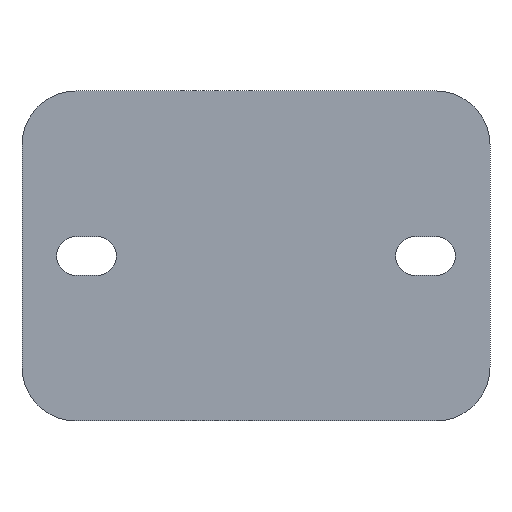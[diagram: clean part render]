
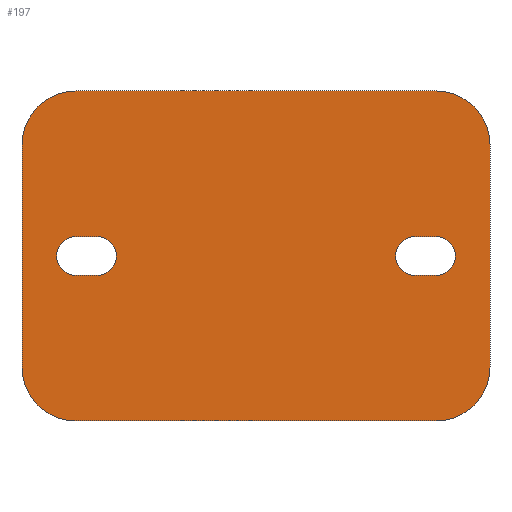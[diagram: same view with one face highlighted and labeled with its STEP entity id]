
A CAD part, front view. The second image highlights one B-rep face of the part: STEP entity #197.
In plain terms, the highlighted planar face has unit normal (0, -1, 0).
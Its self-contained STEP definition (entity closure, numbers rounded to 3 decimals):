
#197 = ADVANCED_FACE( '', ( #465, #466, #467 ), #468, .F. );
#465 = FACE_BOUND( '', #806, .T. );
#466 = FACE_BOUND( '', #807, .T. );
#467 = FACE_OUTER_BOUND( '', #808, .T. );
#468 = PLANE( '', #809 );
#806 = EDGE_LOOP( '', ( #1340, #1341, #1342, #1343 ) );
#807 = EDGE_LOOP( '', ( #1344, #1345, #1346, #1347 ) );
#808 = EDGE_LOOP( '', ( #1348, #1349, #1350, #1351, #1352, #1353, #1354, #1355 ) );
#809 = AXIS2_PLACEMENT_3D( '', #1356, #1357, #1358 );
#1340 = ORIENTED_EDGE( '', *, *, #2126, .T. );
#1341 = ORIENTED_EDGE( '', *, *, #2127, .T. );
#1342 = ORIENTED_EDGE( '', *, *, #2128, .T. );
#1343 = ORIENTED_EDGE( '', *, *, #2129, .T. );
#1344 = ORIENTED_EDGE( '', *, *, #2116, .T. );
#1345 = ORIENTED_EDGE( '', *, *, #2130, .T. );
#1346 = ORIENTED_EDGE( '', *, *, #2131, .T. );
#1347 = ORIENTED_EDGE( '', *, *, #2132, .T. );
#1348 = ORIENTED_EDGE( '', *, *, #2065, .F. );
#1349 = ORIENTED_EDGE( '', *, *, #2054, .F. );
#1350 = ORIENTED_EDGE( '', *, *, #2133, .F. );
#1351 = ORIENTED_EDGE( '', *, *, #2134, .F. );
#1352 = ORIENTED_EDGE( '', *, *, #2122, .F. );
#1353 = ORIENTED_EDGE( '', *, *, #2135, .F. );
#1354 = ORIENTED_EDGE( '', *, *, #2136, .F. );
#1355 = ORIENTED_EDGE( '', *, *, #2015, .F. );
#1356 = CARTESIAN_POINT( '', ( -30., 0., -18.5 ) );
#1357 = DIRECTION( '', ( 0., 1., 0. ) );
#1358 = DIRECTION( '', ( 0., 0., 1. ) );
#2015 = EDGE_CURVE( '', #2424, #2425, #2426, .T. );
#2054 = EDGE_CURVE( '', #2489, #2490, #2491, .T. );
#2065 = EDGE_CURVE( '', #2490, #2424, #2507, .T. );
#2116 = EDGE_CURVE( '', #2589, #2590, #2591, .T. );
#2122 = EDGE_CURVE( '', #2597, #2598, #2599, .T. );
#2126 = EDGE_CURVE( '', #2603, #2604, #2605, .T. );
#2127 = EDGE_CURVE( '', #2604, #2606, #2607, .T. );
#2128 = EDGE_CURVE( '', #2606, #2608, #2609, .T. );
#2129 = EDGE_CURVE( '', #2608, #2603, #2610, .T. );
#2130 = EDGE_CURVE( '', #2590, #2611, #2612, .T. );
#2131 = EDGE_CURVE( '', #2611, #2613, #2614, .T. );
#2132 = EDGE_CURVE( '', #2613, #2589, #2615, .T. );
#2133 = EDGE_CURVE( '', #2616, #2489, #2617, .T. );
#2134 = EDGE_CURVE( '', #2598, #2616, #2618, .T. );
#2135 = EDGE_CURVE( '', #2619, #2597, #2620, .T. );
#2136 = EDGE_CURVE( '', #2425, #2619, #2621, .T. );
#2424 = VERTEX_POINT( '', #3014 );
#2425 = VERTEX_POINT( '', #3015 );
#2426 = LINE( '', #3016, #3017 );
#2489 = VERTEX_POINT( '', #3102 );
#2490 = VERTEX_POINT( '', #3103 );
#2491 = LINE( '', #3104, #3105 );
#2507 = CIRCLE( '', #3215, 9. );
#2589 = VERTEX_POINT( '', #3344 );
#2590 = VERTEX_POINT( '', #3345 );
#2591 = LINE( '', #3346, #3347 );
#2597 = VERTEX_POINT( '', #3356 );
#2598 = VERTEX_POINT( '', #3357 );
#2599 = CIRCLE( '', #3358, 9. );
#2603 = VERTEX_POINT( '', #3364 );
#2604 = VERTEX_POINT( '', #3365 );
#2605 = LINE( '', #3366, #3367 );
#2606 = VERTEX_POINT( '', #3368 );
#2607 = CIRCLE( '', #3369, 3.25 );
#2608 = VERTEX_POINT( '', #3370 );
#2609 = LINE( '', #3371, #3372 );
#2610 = CIRCLE( '', #3373, 3.25 );
#2611 = VERTEX_POINT( '', #3374 );
#2612 = CIRCLE( '', #3375, 3.25 );
#2613 = VERTEX_POINT( '', #3376 );
#2614 = LINE( '', #3377, #3378 );
#2615 = CIRCLE( '', #3379, 3.25 );
#2616 = VERTEX_POINT( '', #3380 );
#2617 = CIRCLE( '', #3381, 9. );
#2618 = LINE( '', #3382, #3383 );
#2619 = VERTEX_POINT( '', #3384 );
#2620 = LINE( '', #3385, #3386 );
#2621 = CIRCLE( '', #3387, 9. );
#3014 = CARTESIAN_POINT( '', ( -39., 0., -18.5 ) );
#3015 = CARTESIAN_POINT( '', ( -39., 0., 18.5 ) );
#3016 = CARTESIAN_POINT( '', ( -39., 0., -18.5 ) );
#3017 = VECTOR( '', #3781, 1000. );
#3102 = CARTESIAN_POINT( '', ( 30., 0., -27.5 ) );
#3103 = CARTESIAN_POINT( '', ( -30., 0., -27.5 ) );
#3104 = CARTESIAN_POINT( '', ( 30., 0., -27.5 ) );
#3105 = VECTOR( '', #3825, 1000. );
#3215 = AXIS2_PLACEMENT_3D( '', #3832, #3833, #3834 );
#3344 = CARTESIAN_POINT( '', ( 30., 0., -3.25 ) );
#3345 = CARTESIAN_POINT( '', ( 26.5, 0., -3.25 ) );
#3346 = CARTESIAN_POINT( '', ( 30., 0., -3.25 ) );
#3347 = VECTOR( '', #3890, 1000. );
#3356 = CARTESIAN_POINT( '', ( 30., 0., 27.5 ) );
#3357 = CARTESIAN_POINT( '', ( 39., 0., 18.5 ) );
#3358 = AXIS2_PLACEMENT_3D( '', #3894, #3895, #3896 );
#3364 = CARTESIAN_POINT( '', ( -26.5, 0., -3.25 ) );
#3365 = CARTESIAN_POINT( '', ( -30., 0., -3.25 ) );
#3366 = CARTESIAN_POINT( '', ( -26.5, 0., -3.25 ) );
#3367 = VECTOR( '', #3899, 1000. );
#3368 = CARTESIAN_POINT( '', ( -30., 0., 3.25 ) );
#3369 = AXIS2_PLACEMENT_3D( '', #3900, #3901, #3902 );
#3370 = CARTESIAN_POINT( '', ( -26.5, 0., 3.25 ) );
#3371 = CARTESIAN_POINT( '', ( -30., 0., 3.25 ) );
#3372 = VECTOR( '', #3903, 1000. );
#3373 = AXIS2_PLACEMENT_3D( '', #3904, #3905, #3906 );
#3374 = CARTESIAN_POINT( '', ( 26.5, 0., 3.25 ) );
#3375 = AXIS2_PLACEMENT_3D( '', #3907, #3908, #3909 );
#3376 = CARTESIAN_POINT( '', ( 30., 0., 3.25 ) );
#3377 = CARTESIAN_POINT( '', ( 26.5, 0., 3.25 ) );
#3378 = VECTOR( '', #3910, 1000. );
#3379 = AXIS2_PLACEMENT_3D( '', #3911, #3912, #3913 );
#3380 = CARTESIAN_POINT( '', ( 39., 0., -18.5 ) );
#3381 = AXIS2_PLACEMENT_3D( '', #3914, #3915, #3916 );
#3382 = CARTESIAN_POINT( '', ( 39., 0., 18.5 ) );
#3383 = VECTOR( '', #3917, 1000. );
#3384 = CARTESIAN_POINT( '', ( -30., 0., 27.5 ) );
#3385 = CARTESIAN_POINT( '', ( -30., 0., 27.5 ) );
#3386 = VECTOR( '', #3918, 1000. );
#3387 = AXIS2_PLACEMENT_3D( '', #3919, #3920, #3921 );
#3781 = DIRECTION( '', ( 0., 0., 1. ) );
#3825 = DIRECTION( '', ( -1., 0., 0. ) );
#3832 = CARTESIAN_POINT( '', ( -30., 0., -18.5 ) );
#3833 = DIRECTION( '', ( 0., 1., 0. ) );
#3834 = DIRECTION( '', ( 1., 0., 0. ) );
#3890 = DIRECTION( '', ( -1., 0., 0. ) );
#3894 = CARTESIAN_POINT( '', ( 30., 0., 18.5 ) );
#3895 = DIRECTION( '', ( 0., 1., 0. ) );
#3896 = DIRECTION( '', ( 1., 0., 0. ) );
#3899 = DIRECTION( '', ( -1., 0., 0. ) );
#3900 = CARTESIAN_POINT( '', ( -30., 0., 0. ) );
#3901 = DIRECTION( '', ( 0., 1., 0. ) );
#3902 = DIRECTION( '', ( 1., 0., 0. ) );
#3903 = DIRECTION( '', ( 1., 0., 0. ) );
#3904 = CARTESIAN_POINT( '', ( -26.5, 0., 0. ) );
#3905 = DIRECTION( '', ( 0., 1., 0. ) );
#3906 = DIRECTION( '', ( 1., 0., 0. ) );
#3907 = CARTESIAN_POINT( '', ( 26.5, 0., 0. ) );
#3908 = DIRECTION( '', ( 0., 1., 0. ) );
#3909 = DIRECTION( '', ( 1., 0., 0. ) );
#3910 = DIRECTION( '', ( 1., 0., 0. ) );
#3911 = CARTESIAN_POINT( '', ( 30., 0., 0. ) );
#3912 = DIRECTION( '', ( 0., 1., 0. ) );
#3913 = DIRECTION( '', ( 1., 0., 0. ) );
#3914 = CARTESIAN_POINT( '', ( 30., 0., -18.5 ) );
#3915 = DIRECTION( '', ( 0., 1., 0. ) );
#3916 = DIRECTION( '', ( 1., 0., 0. ) );
#3917 = DIRECTION( '', ( 0., 0., -1. ) );
#3918 = DIRECTION( '', ( 1., 0., 0. ) );
#3919 = CARTESIAN_POINT( '', ( -30., 0., 18.5 ) );
#3920 = DIRECTION( '', ( 0., 1., 0. ) );
#3921 = DIRECTION( '', ( 1., 0., 0. ) );
